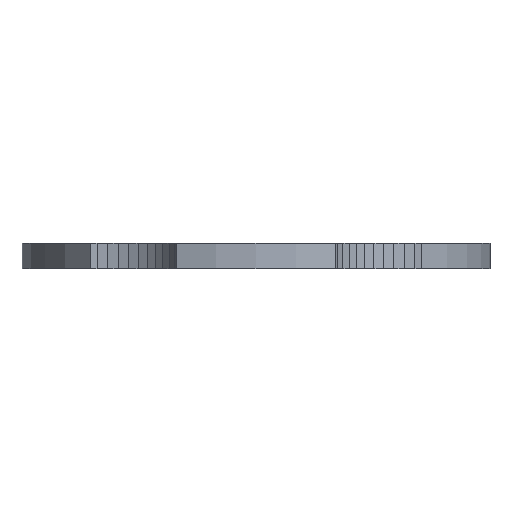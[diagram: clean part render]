
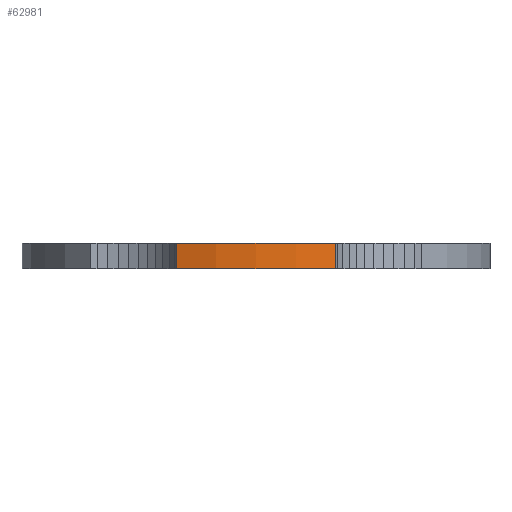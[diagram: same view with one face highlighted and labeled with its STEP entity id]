
A CAD part, left-side view. The second image highlights one B-rep face of the part: STEP entity #62981.
In plain terms, the highlighted cylindrical face has radius 28 mm (diameter 56 mm), a partial arc.
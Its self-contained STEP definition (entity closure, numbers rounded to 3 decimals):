
#7066 = PLANE('',#7067);
#7067 = AXIS2_PLACEMENT_3D('',#7068,#7069,#7070);
#7068 = CARTESIAN_POINT('',(0.,0.,0.));
#7069 = DIRECTION('',(0.,0.,1.));
#7070 = DIRECTION('',(1.,0.,0.));
#22830 = PLANE('',#22831);
#22831 = AXIS2_PLACEMENT_3D('',#22832,#22833,#22834);
#22832 = CARTESIAN_POINT('',(0.,0.,3.));
#22833 = DIRECTION('',(0.,0.,1.));
#22834 = DIRECTION('',(1.,0.,0.));
#36975 = VERTEX_POINT('',#36976);
#36976 = CARTESIAN_POINT('',(-26.339,9.501,0.));
#36989 = PLANE('',#36990);
#36990 = AXIS2_PLACEMENT_3D('',#36991,#36992,#36993);
#36991 = CARTESIAN_POINT('',(-26.848,9.299,-1.));
#36992 = DIRECTION('',(-0.368,0.93,0.));
#36993 = DIRECTION('',(0.93,0.368,0.));
#37000 = EDGE_CURVE('',#36975,#37001,#37003,.T.);
#37001 = VERTEX_POINT('',#37002);
#37002 = CARTESIAN_POINT('',(-26.339,-9.501,0.));
#37003 = SURFACE_CURVE('',#37004,(#37009,#37016),.PCURVE_S1.);
#37004 = CIRCLE('',#37005,28.);
#37005 = AXIS2_PLACEMENT_3D('',#37006,#37007,#37008);
#37006 = CARTESIAN_POINT('',(0.,0.,0.));
#37007 = DIRECTION('',(0.,0.,1.));
#37008 = DIRECTION('',(1.,0.,0.));
#37009 = PCURVE('',#7066,#37010);
#37010 = DEFINITIONAL_REPRESENTATION('',(#37011),#37015);
#37011 = CIRCLE('',#37012,28.);
#37012 = AXIS2_PLACEMENT_2D('',#37013,#37014);
#37013 = CARTESIAN_POINT('',(0.,0.));
#37014 = DIRECTION('',(1.,0.));
#37015 = ( GEOMETRIC_REPRESENTATION_CONTEXT(2) 
PARAMETRIC_REPRESENTATION_CONTEXT() REPRESENTATION_CONTEXT('2D SPACE',''
  ) );
#37016 = PCURVE('',#37017,#37022);
#37017 = CYLINDRICAL_SURFACE('',#37018,28.);
#37018 = AXIS2_PLACEMENT_3D('',#37019,#37020,#37021);
#37019 = CARTESIAN_POINT('',(0.,0.,0.));
#37020 = DIRECTION('',(0.,0.,1.));
#37021 = DIRECTION('',(1.,0.,0.));
#37022 = DEFINITIONAL_REPRESENTATION('',(#37023),#37027);
#37023 = LINE('',#37024,#37025);
#37024 = CARTESIAN_POINT('',(0.,0.));
#37025 = VECTOR('',#37026,1.);
#37026 = DIRECTION('',(1.,0.));
#37027 = ( GEOMETRIC_REPRESENTATION_CONTEXT(2) 
PARAMETRIC_REPRESENTATION_CONTEXT() REPRESENTATION_CONTEXT('2D SPACE',''
  ) );
#37044 = PLANE('',#37045);
#37045 = AXIS2_PLACEMENT_3D('',#37046,#37047,#37048);
#37046 = CARTESIAN_POINT('',(-25.657,-9.771,-1.));
#37047 = DIRECTION('',(-0.368,-0.93,0.));
#37048 = DIRECTION('',(-0.93,0.368,0.));
#58427 = VERTEX_POINT('',#58428);
#58428 = CARTESIAN_POINT('',(-26.339,9.501,3.));
#58447 = EDGE_CURVE('',#58427,#58448,#58450,.T.);
#58448 = VERTEX_POINT('',#58449);
#58449 = CARTESIAN_POINT('',(-26.339,-9.501,3.));
#58450 = SURFACE_CURVE('',#58451,(#58456,#58463),.PCURVE_S1.);
#58451 = CIRCLE('',#58452,28.);
#58452 = AXIS2_PLACEMENT_3D('',#58453,#58454,#58455);
#58453 = CARTESIAN_POINT('',(0.,0.,3.));
#58454 = DIRECTION('',(0.,0.,1.));
#58455 = DIRECTION('',(1.,0.,0.));
#58456 = PCURVE('',#22830,#58457);
#58457 = DEFINITIONAL_REPRESENTATION('',(#58458),#58462);
#58458 = CIRCLE('',#58459,28.);
#58459 = AXIS2_PLACEMENT_2D('',#58460,#58461);
#58460 = CARTESIAN_POINT('',(0.,0.));
#58461 = DIRECTION('',(1.,0.));
#58462 = ( GEOMETRIC_REPRESENTATION_CONTEXT(2) 
PARAMETRIC_REPRESENTATION_CONTEXT() REPRESENTATION_CONTEXT('2D SPACE',''
  ) );
#58463 = PCURVE('',#37017,#58464);
#58464 = DEFINITIONAL_REPRESENTATION('',(#58465),#58469);
#58465 = LINE('',#58466,#58467);
#58466 = CARTESIAN_POINT('',(0.,3.));
#58467 = VECTOR('',#58468,1.);
#58468 = DIRECTION('',(1.,0.));
#58469 = ( GEOMETRIC_REPRESENTATION_CONTEXT(2) 
PARAMETRIC_REPRESENTATION_CONTEXT() REPRESENTATION_CONTEXT('2D SPACE',''
  ) );
#62963 = EDGE_CURVE('',#37001,#58448,#62964,.T.);
#62964 = SURFACE_CURVE('',#62965,(#62969,#62975),.PCURVE_S1.);
#62965 = LINE('',#62966,#62967);
#62966 = CARTESIAN_POINT('',(-26.339,-9.501,0.));
#62967 = VECTOR('',#62968,1.);
#62968 = DIRECTION('',(0.,0.,1.));
#62969 = PCURVE('',#37044,#62970);
#62970 = DEFINITIONAL_REPRESENTATION('',(#62971),#62974);
#62971 = B_SPLINE_CURVE_WITH_KNOTS('',1,(#62972,#62973),.UNSPECIFIED.,
  .F.,.F.,(2,2),(0.,3.),.PIECEWISE_BEZIER_KNOTS.);
#62972 = CARTESIAN_POINT('',(0.733,-1.));
#62973 = CARTESIAN_POINT('',(0.733,-4.));
#62974 = ( GEOMETRIC_REPRESENTATION_CONTEXT(2) 
PARAMETRIC_REPRESENTATION_CONTEXT() REPRESENTATION_CONTEXT('2D SPACE',''
  ) );
#62975 = PCURVE('',#37017,#62976);
#62976 = DEFINITIONAL_REPRESENTATION('',(#62977),#62980);
#62977 = B_SPLINE_CURVE_WITH_KNOTS('',1,(#62978,#62979),.UNSPECIFIED.,
  .F.,.F.,(2,2),(0.,3.),.PIECEWISE_BEZIER_KNOTS.);
#62978 = CARTESIAN_POINT('',(3.488,0.));
#62979 = CARTESIAN_POINT('',(3.488,3.));
#62980 = ( GEOMETRIC_REPRESENTATION_CONTEXT(2) 
PARAMETRIC_REPRESENTATION_CONTEXT() REPRESENTATION_CONTEXT('2D SPACE',''
  ) );
#62981 = ADVANCED_FACE('',(#62982),#37017,.T.);
#62982 = FACE_BOUND('',#62983,.T.);
#62983 = EDGE_LOOP('',(#62984,#62985,#63004,#63005));
#62984 = ORIENTED_EDGE('',*,*,#58447,.F.);
#62985 = ORIENTED_EDGE('',*,*,#62986,.F.);
#62986 = EDGE_CURVE('',#36975,#58427,#62987,.T.);
#62987 = SURFACE_CURVE('',#62988,(#62992,#62998),.PCURVE_S1.);
#62988 = LINE('',#62989,#62990);
#62989 = CARTESIAN_POINT('',(-26.339,9.501,0.));
#62990 = VECTOR('',#62991,1.);
#62991 = DIRECTION('',(0.,0.,1.));
#62992 = PCURVE('',#37017,#62993);
#62993 = DEFINITIONAL_REPRESENTATION('',(#62994),#62997);
#62994 = B_SPLINE_CURVE_WITH_KNOTS('',1,(#62995,#62996),.UNSPECIFIED.,
  .F.,.F.,(2,2),(0.,3.),.PIECEWISE_BEZIER_KNOTS.);
#62995 = CARTESIAN_POINT('',(2.795,0.));
#62996 = CARTESIAN_POINT('',(2.795,3.));
#62997 = ( GEOMETRIC_REPRESENTATION_CONTEXT(2) 
PARAMETRIC_REPRESENTATION_CONTEXT() REPRESENTATION_CONTEXT('2D SPACE',''
  ) );
#62998 = PCURVE('',#36989,#62999);
#62999 = DEFINITIONAL_REPRESENTATION('',(#63000),#63003);
#63000 = B_SPLINE_CURVE_WITH_KNOTS('',1,(#63001,#63002),.UNSPECIFIED.,
  .F.,.F.,(2,2),(0.,3.),.PIECEWISE_BEZIER_KNOTS.);
#63001 = CARTESIAN_POINT('',(0.548,-1.));
#63002 = CARTESIAN_POINT('',(0.548,-4.));
#63003 = ( GEOMETRIC_REPRESENTATION_CONTEXT(2) 
PARAMETRIC_REPRESENTATION_CONTEXT() REPRESENTATION_CONTEXT('2D SPACE',''
  ) );
#63004 = ORIENTED_EDGE('',*,*,#37000,.T.);
#63005 = ORIENTED_EDGE('',*,*,#62963,.T.);
